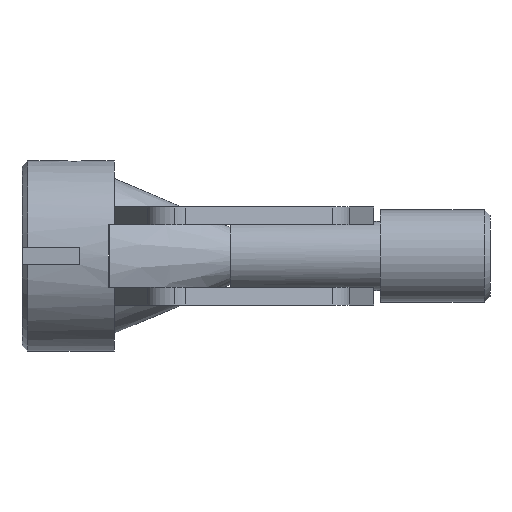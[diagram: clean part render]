
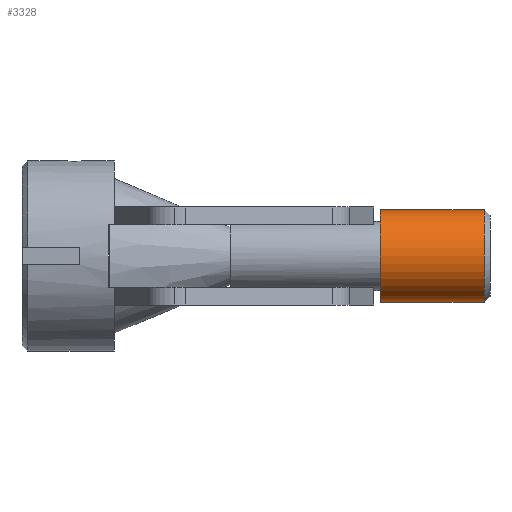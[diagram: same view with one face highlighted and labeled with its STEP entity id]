
A CAD part, left-side view. The second image highlights one B-rep face of the part: STEP entity #3328.
In plain terms, the highlighted cylindrical face has radius 8 mm (diameter 16 mm), a partial arc.
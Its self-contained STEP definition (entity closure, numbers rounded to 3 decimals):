
#53 = CARTESIAN_POINT ( 'NONE',  ( 0., -19.173, 0.5 ) ) ;
#117 = ORIENTED_EDGE ( 'NONE', *, *, #2378, .T. ) ;
#173 = CYLINDRICAL_SURFACE ( 'NONE', #3465, 8. ) ;
#529 = VERTEX_POINT ( 'NONE', #2520 ) ;
#554 = CARTESIAN_POINT ( 'NONE',  ( 0., -1.173, 16.5 ) ) ;
#562 = DIRECTION ( 'NONE',  ( 0., 0., 1. ) ) ;
#613 = EDGE_CURVE ( 'NONE', #529, #2110, #2226, .T. ) ;
#627 = VERTEX_POINT ( 'NONE', #3511 ) ;
#809 = AXIS2_PLACEMENT_3D ( 'NONE', #1490, #3435, #1764 ) ;
#959 = EDGE_LOOP ( 'NONE', ( #1035, #3514, #2272, #117 ) ) ;
#1035 = ORIENTED_EDGE ( 'NONE', *, *, #2011, .F. ) ;
#1197 = AXIS2_PLACEMENT_3D ( 'NONE', #2826, #1203, #3108 ) ;
#1203 = DIRECTION ( 'NONE',  ( 0., -1., 0. ) ) ;
#1250 = LINE ( 'NONE', #1553, #2519 ) ;
#1490 = CARTESIAN_POINT ( 'NONE',  ( 0., -19.173, 8.5 ) ) ;
#1499 = VECTOR ( 'NONE', #1616, 1000. ) ;
#1553 = CARTESIAN_POINT ( 'NONE',  ( 0., -20.173, 0.5 ) ) ;
#1616 = DIRECTION ( 'NONE',  ( 0., 1., 0. ) ) ;
#1759 = EDGE_CURVE ( 'NONE', #3432, #529, #3407, .T. ) ;
#1764 = DIRECTION ( 'NONE',  ( 0., 0., -1. ) ) ;
#1823 = DIRECTION ( 'NONE',  ( 0., 1., 0. ) ) ;
#2011 = EDGE_CURVE ( 'NONE', #3432, #627, #1250, .T. ) ;
#2110 = VERTEX_POINT ( 'NONE', #554 ) ;
#2175 = CIRCLE ( 'NONE', #1197, 8. ) ;
#2226 = LINE ( 'NONE', #3277, #1499 ) ;
#2272 = ORIENTED_EDGE ( 'NONE', *, *, #613, .T. ) ;
#2341 = FACE_OUTER_BOUND ( 'NONE', #959, .T. ) ;
#2378 = EDGE_CURVE ( 'NONE', #2110, #627, #2175, .T. ) ;
#2427 = DIRECTION ( 'NONE',  ( 0., 1., 0. ) ) ;
#2519 = VECTOR ( 'NONE', #1823, 1000. ) ;
#2520 = CARTESIAN_POINT ( 'NONE',  ( 0., -19.173, 16.5 ) ) ;
#2826 = CARTESIAN_POINT ( 'NONE',  ( 0., -1.173, 8.5 ) ) ;
#3108 = DIRECTION ( 'NONE',  ( 0., 0., -1. ) ) ;
#3277 = CARTESIAN_POINT ( 'NONE',  ( 0., -20.173, 16.5 ) ) ;
#3328 = ADVANCED_FACE ( 'NONE', ( #2341 ), #173, .T. ) ;
#3407 = CIRCLE ( 'NONE', #809, 8. ) ;
#3432 = VERTEX_POINT ( 'NONE', #53 ) ;
#3435 = DIRECTION ( 'NONE',  ( 0., 1., 0. ) ) ;
#3465 = AXIS2_PLACEMENT_3D ( 'NONE', #3568, #2427, #562 ) ;
#3511 = CARTESIAN_POINT ( 'NONE',  ( 0., -1.173, 0.5 ) ) ;
#3514 = ORIENTED_EDGE ( 'NONE', *, *, #1759, .T. ) ;
#3568 = CARTESIAN_POINT ( 'NONE',  ( 0., -20.173, 8.5 ) ) ;
